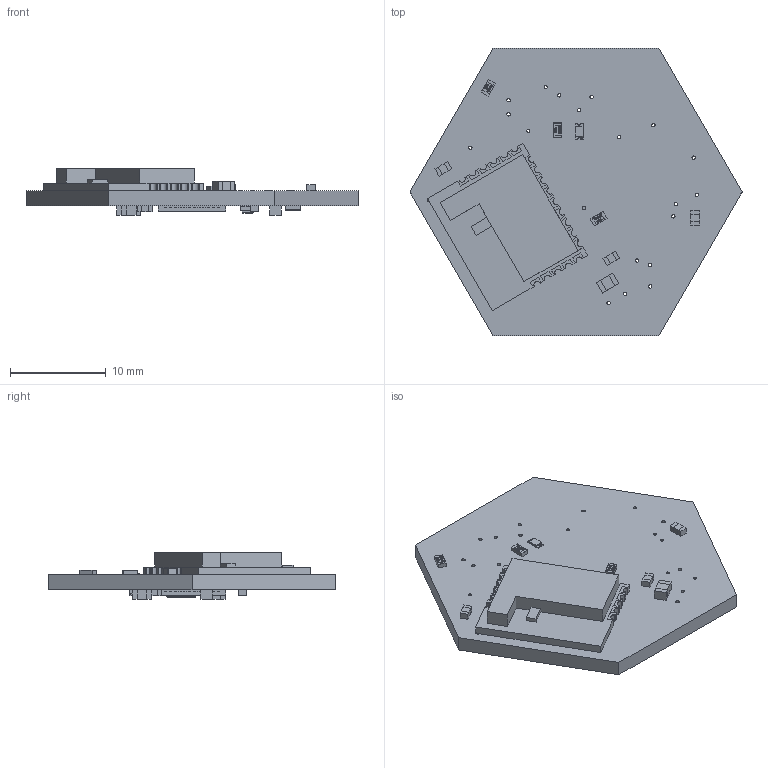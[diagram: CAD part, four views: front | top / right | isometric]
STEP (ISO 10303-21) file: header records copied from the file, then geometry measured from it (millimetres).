
FILE_DESCRIPTION(/* description */ (''),/* implementation_level */ '2;1');
FILE_NAME(/* name */ '6d41307e-5500-4662-8fe8-4e36f0b144bd.stp',/* time_stamp */ '2020-07-29T13:27:27+00:00',/* author */ (''),/* organization */ (''),/* preprocessor_version */ 'ST-DEVELOPER v18.1',/* originating_system */ 'Autodesk Translation Framework v9.3.0.1241',/* authorisation */ '');
FILE_SCHEMA (('AUTOMOTIVE_DESIGN { 1 0 10303 214 3 1 1 }'));
Length unit declared in the file: millimetre
Products named in the file (41): 6d41307e-5500-4662-8fe8-4e36f0b144bd; PCB Component; Board; 100nF; 4.7uF; Ferrite; Contact; RED; Body; Pins; Dome; FB-TDK_MMZ1608Y300B; 4.7K; STM32F091CBU6; XTALL_CSTCE8M00G52; PAD1; BLUENRG-M2SA; PCB; P1; Part27; Part28; Part29; Part30; Part31; Part32; Part33; Part34; Part38; Part39; Part40; Part41; Part42; Part43; Part44; Part45; Part46; Part48; Part49; Part50; Part51 ...
Assembly tree (63 placements, depth 4):
  6d41307e-5500-4662-8fe8-4e36f0b144bd
    PCB Component
      Board
      100nF  x8
      4.7uF  x4
        Ferrite
        Contact
      RED
        Body
        Pins
        Dome
      FB-TDK_MMZ1608Y300B
      4.7K  x5
      STM32F091CBU6
      XTALL_CSTCE8M00G52
      PAD1  x4
      BLUENRG-M2SA
        PCB
        P1
        Part27
        Part28
        Part29
        Part30
        Part31
        Part32
        Part33
        Part34
        Part38
        Part39
        Part40
        Part41
        Part42
        Part43
        Part44
        Part45
        Part46
        Part48
        Part49
        Part50
        Part51
      PAD4  x6
Bounding box: 34.64 x 30 x 4.87 mm (x, y, z)
Volume: 1516 mm3; surface area: 2788 mm2
Topology: 111 solids, 111 shells, 2544 faces, 6298 edges, 4002 vertices
Faces by surface type: plane 1352, bspline 698, cylinder 413, sphere 81
Full cylindrical faces by diameter (mm): 0.1 x1, 0.35 x25
Entity records: 44247 total; most frequent: CARTESIAN_POINT 10737, ORIENTED_EDGE 6596, DIRECTION 5931, EDGE_CURVE 3298, LINE 2531, VECTOR 2531, VERTEX_POINT 2162, AXIS2_PLACEMENT_3D 1700
